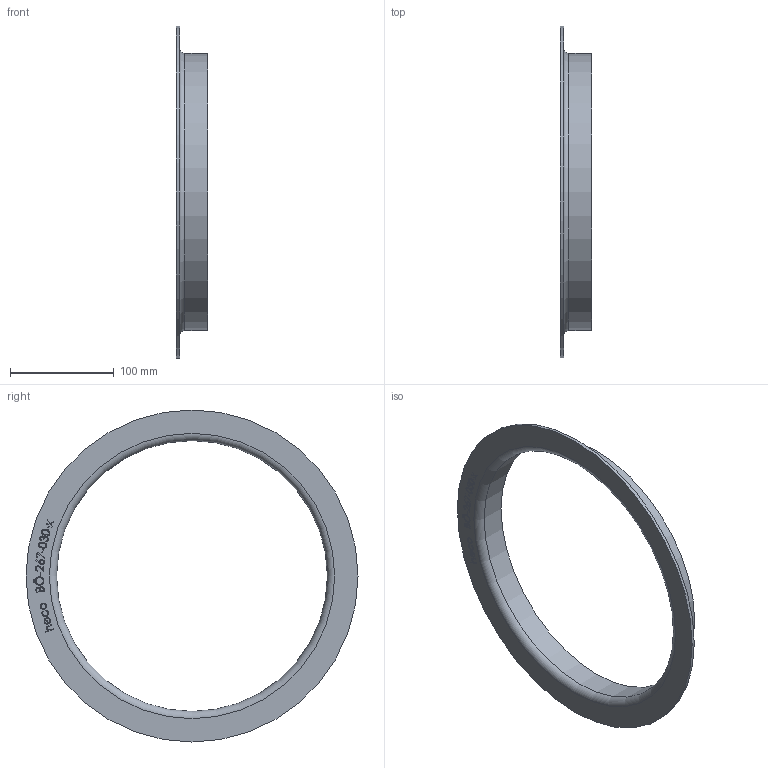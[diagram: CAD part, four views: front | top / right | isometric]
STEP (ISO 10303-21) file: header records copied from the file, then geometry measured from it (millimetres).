
FILE_DESCRIPTION (( 'STEP AP214' ), '1' );
FILE_NAME ('BÖ-267-030-x Vorschweissbördel 2012.STEP', '2020-12-04T10:44:39', ( '' ), ( '' ), 'SwSTEP 2.0', 'SolidWorks 2019', '' );
FILE_SCHEMA (( 'AUTOMOTIVE_DESIGN' ));
Length unit declared in the file: millimetre
Products named in the file (1): BÖ-267-030-x Vorschweissbördel 2012
Bounding box: 30 x 320 x 320 mm (x, y, z)
Volume: 143753.3 mm3; surface area: 99895.3 mm2
Topology: 1 solids, 1 shells, 205 faces, 526 edges, 350 vertices
Faces by surface type: bspline 107, plane 93, cylinder 3, torus 2
Full cylindrical faces by diameter (mm): 261 x1, 267 x1, 320 x1
Entity records: 14334 total; most frequent: CARTESIAN_POINT 7976, ORIENTED_EDGE 1042, EDGE_CURVE 521, DIRECTION 513, VERTEX_POINT 350, LINE 299, VECTOR 299, EDGE_LOOP 239
